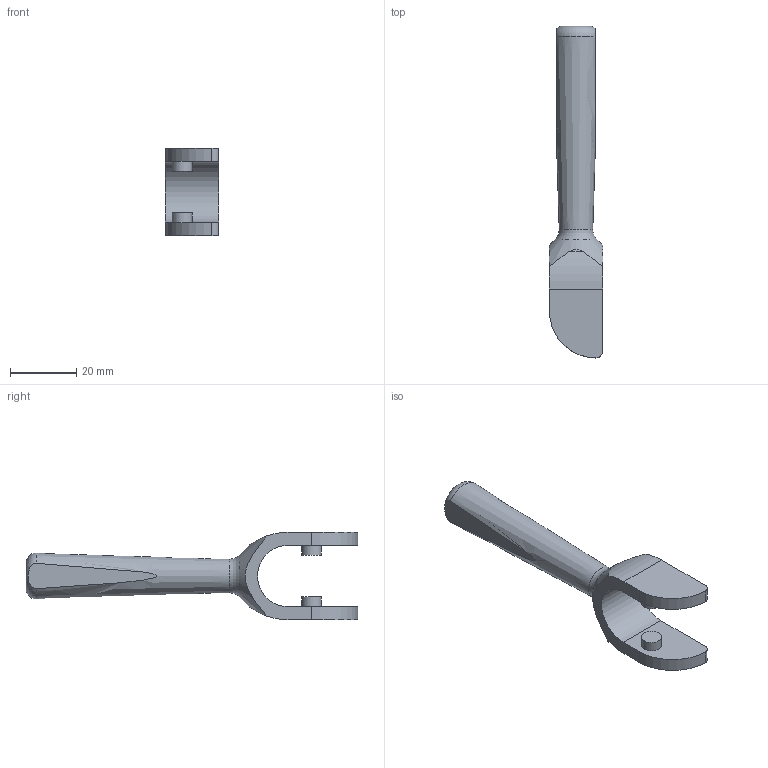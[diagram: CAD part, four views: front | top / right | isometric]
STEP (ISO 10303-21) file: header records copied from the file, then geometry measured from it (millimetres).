
FILE_DESCRIPTION(/* description */ (''),/* implementation_level */ '2;1');
FILE_NAME(/* name */ '600370.stp',/* time_stamp */ '2016-05-02T08:41:30+02:00',/* author */ ('rg'),/* organization */ (''),/* preprocessor_version */ 'ST-DEVELOPER v16.1',/* originating_system */ 'Autodesk Inventor 2016',/* authorisation */ '');
FILE_SCHEMA (('AUTOMOTIVE_DESIGN { 1 0 10303 214 3 1 1 }'));
Length unit declared in the file: millimetre
Products named in the file (1): 600370
Bounding box: 16 x 100 x 26.5 mm (x, y, z)
Volume: 12393.6 mm3; surface area: 5569.9 mm2
Topology: 1 solids, 1 shells, 127 faces, 338 edges, 225 vertices
Faces by surface type: plane 82, bspline 32, cylinder 9, cone 2, torus 2
Full cylindrical faces by diameter (mm): 6 x2
Entity records: 4177 total; most frequent: CARTESIAN_POINT 1241, ORIENTED_EDGE 656, DIRECTION 467, EDGE_CURVE 328, LINE 229, VECTOR 229, VERTEX_POINT 221, EDGE_LOOP 145
